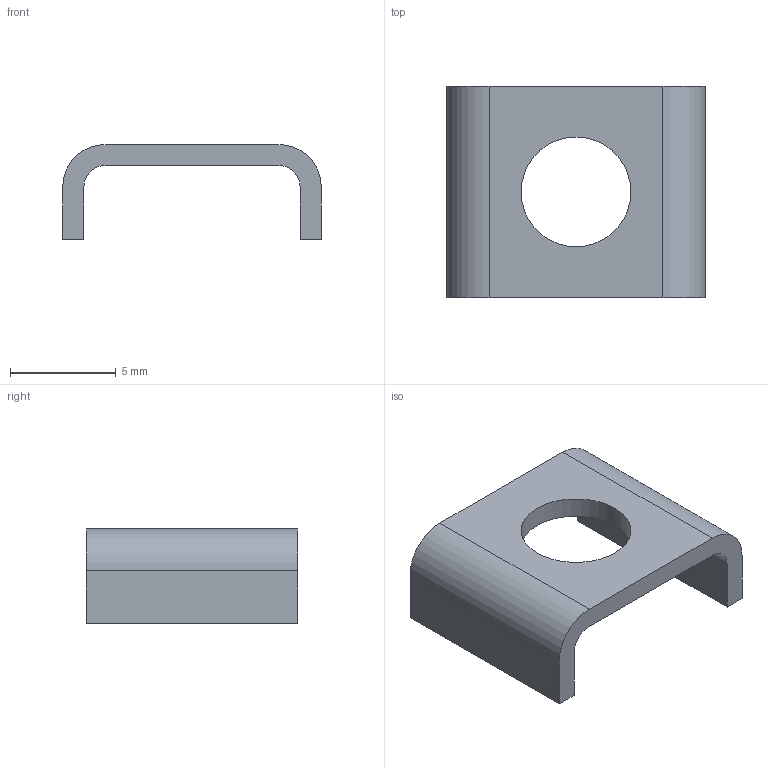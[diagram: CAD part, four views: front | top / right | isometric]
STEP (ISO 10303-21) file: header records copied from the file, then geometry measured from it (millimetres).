
FILE_DESCRIPTION(/* description */ ('SLIDER'),/* implementation_level */ '2;1');
FILE_NAME(/* name */ 'RW11.stp',/* time_stamp */ '2021-10-21T15:12:26+01:00',/* author */ ('Sandfield Engineering'),/* organization */ ('Sandfield Engineering'),/* preprocessor_version */ 'ST-DEVELOPER v18.1',/* originating_system */ 'Autodesk Inventor 2021',/* authorisation */ '');
FILE_SCHEMA (('AUTOMOTIVE_DESIGN { 1 0 10303 214 3 1 1 }'));
Length unit declared in the file: millimetre
Products named in the file (1): RW11
Bounding box: 12.24 x 10 x 4.49 mm (x, y, z)
Volume: 158.1 mm3; surface area: 388.5 mm2
Topology: 1 solids, 1 shells, 15 faces, 40 edges, 27 vertices
Faces by surface type: plane 10, cylinder 5
Full cylindrical faces by diameter (mm): 5.2 x1
Entity records: 518 total; most frequent: DIRECTION 83, CARTESIAN_POINT 83, ORIENTED_EDGE 80, EDGE_CURVE 40, LINE 29, VECTOR 29, VERTEX_POINT 27, AXIS2_PLACEMENT_3D 27
